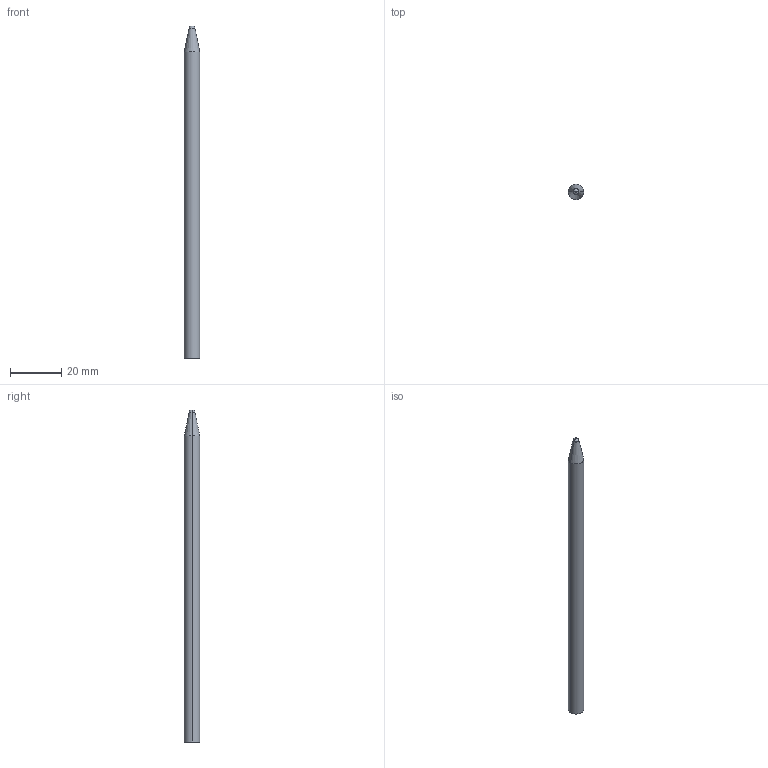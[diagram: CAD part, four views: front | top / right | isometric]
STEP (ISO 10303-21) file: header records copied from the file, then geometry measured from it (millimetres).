
FILE_DESCRIPTION(('CATIA V5 STEP Exchange'),'2;1');
FILE_NAME('VSST-Shaft6.stp','2023-06-20T13:03:51+00:00',('none'),('none'),'CATIA Version 5 Release 21 GA (IN-10)','CATIA V5 STEP AP214','none');
FILE_SCHEMA(('AUTOMOTIVE_DESIGN { 1 0 10303 214 1 1 1 1 }'));
Length unit declared in the file: millimetre
Products named in the file (1): VSST-Shaft6
Bounding box: 6 x 6 x 130 mm (x, y, z)
Volume: 3400 mm3; surface area: 2575 mm2
Topology: 1 solids, 1 shells, 11 faces, 20 edges, 12 vertices
Faces by surface type: cylinder 4, plane 3, cone 2, torus 2
Entity records: 274 total; most frequent: CARTESIAN_POINT 42, ORIENTED_EDGE 40, DIRECTION 38, AXIS2_PLACEMENT_3D 24, EDGE_CURVE 20, CIRCLE 14, EDGE_LOOP 12, VERTEX_POINT 12
